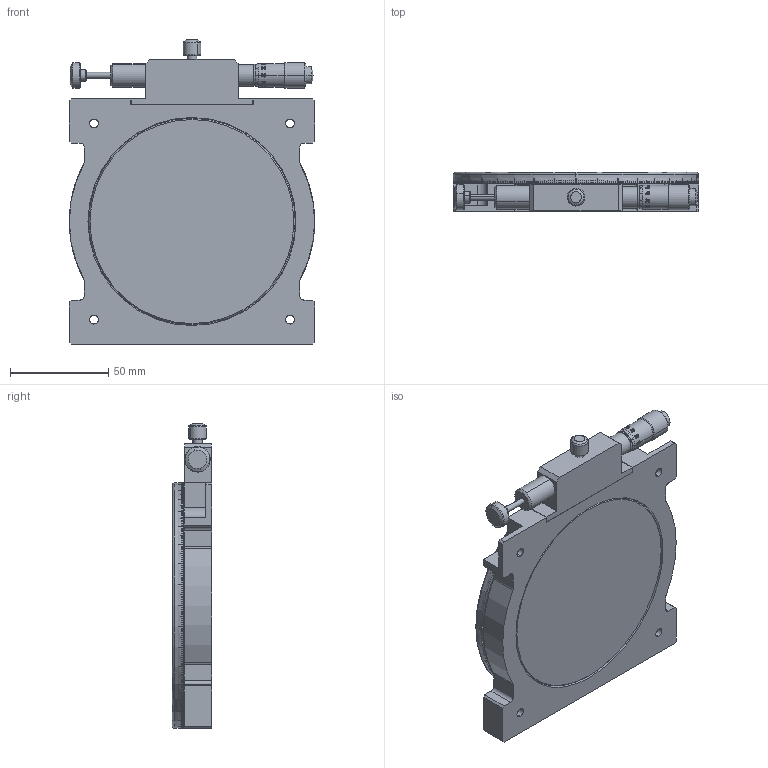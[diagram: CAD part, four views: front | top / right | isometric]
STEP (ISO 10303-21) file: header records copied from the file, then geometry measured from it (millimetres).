
FILE_DESCRIPTION (( 'STEP AP203' ), '1' );
FILE_NAME ('MRL125-AL.STEP', '2013-10-08T08:28:13', ( '' ), ( '' ), 'SwSTEP 2.0', 'SolidWorks 2013', '' );
FILE_SCHEMA (( 'CONFIG_CONTROL_DESIGN' ));
Products named in the file (2): Group1^MRL125-AL; MRL125-AL
Assembly tree (1 placements, depth 2):
  MRL125-AL
    Group1^MRL125-AL
Bounding box: 125.02 x 20 x 155.11 mm (x, y, z)
Volume: 272492.4 mm3; surface area: 87455.2 mm2
Topology: 12 solids, 12 shells, 3315 faces, 9326 edges, 6157 vertices
Faces by surface type: plane 2527, bspline 480, cylinder 236, cone 52, torus 10, sphere 10
Entity records: 152003 total; most frequent: CARTESIAN_POINT 70539, ORIENTED_EDGE 18636, DIRECTION 14258, EDGE_CURVE 9318, VERTEX_POINT 6155, VECTOR 5710, LINE 5710, AXIS2_PLACEMENT_3D 4274
